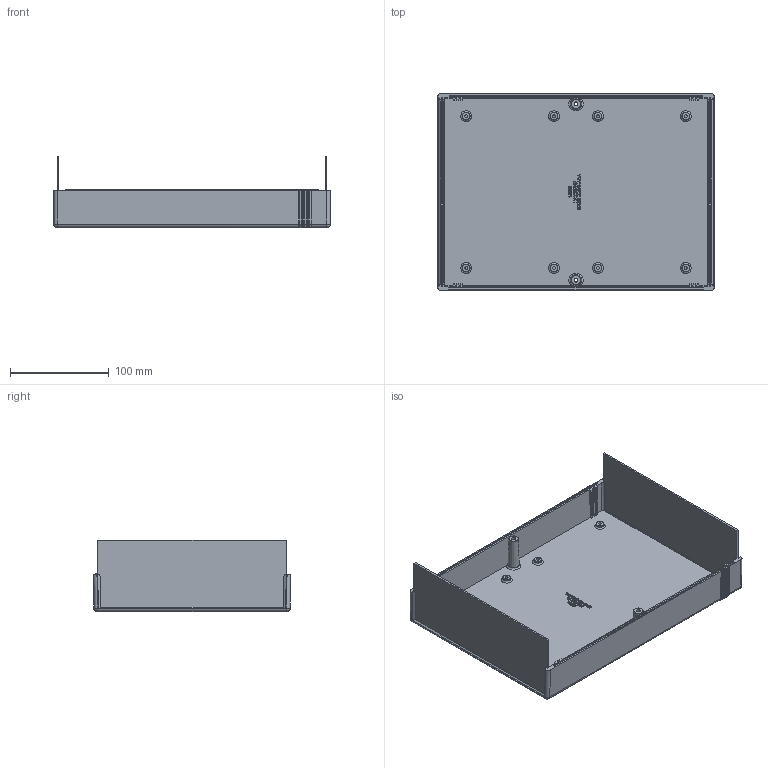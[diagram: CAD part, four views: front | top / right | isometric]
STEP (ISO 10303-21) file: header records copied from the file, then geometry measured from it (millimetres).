
FILE_DESCRIPTION(('FreeCAD Model'),'2;1');
FILE_NAME('1598J [Bottom and Sides Only].step', '2021-04-09T21:33:09',('Author'),(''), 'Open CASCADE STEP processor 7.3','FreeCAD','Unknown');
FILE_SCHEMA(('AUTOMOTIVE_DESIGN { 1 0 10303 214 1 1 1 1 }'));
Length unit declared in the file: millimetre
Products named in the file (3): 1598J_Assembly; 1598J_Bottom; 1598J_Endplate001
Assembly tree (3 placements, depth 2):
  1598J_Assembly
    1598J_Bottom
    1598J_Endplate001  x2
Bounding box: 280.1 x 200.5 x 72.9 mm (x, y, z)
Volume: 331791.1 mm3; surface area: 216933 mm2
Topology: 3 solids, 3 shells, 649 faces, 1634 edges, 1039 vertices
Faces by surface type: plane 419, bspline 150, cylinder 52, torus 20, cone 4, sphere 4
Full cylindrical faces by diameter (mm): 2.85 x8, 3.83 x2, 8 x8
Entity records: 48921 total; most frequent: CARTESIAN_POINT 13940, DIRECTION 4859, LINE 3522, VECTOR 3522, ORIENTED_EDGE 3236, PCURVE 3236, DEFINITIONAL_REPRESENTATION 3236, EDGE_CURVE 1618
